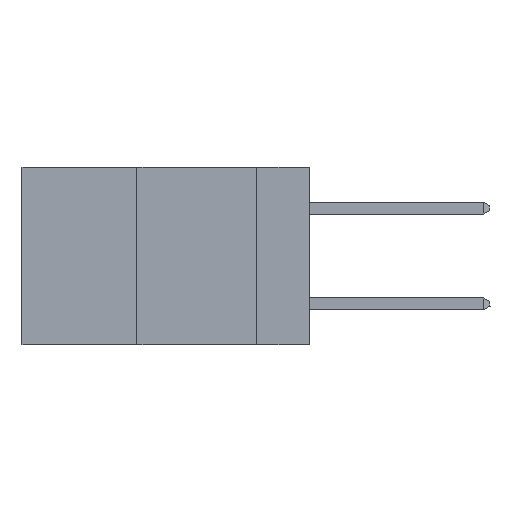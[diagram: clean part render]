
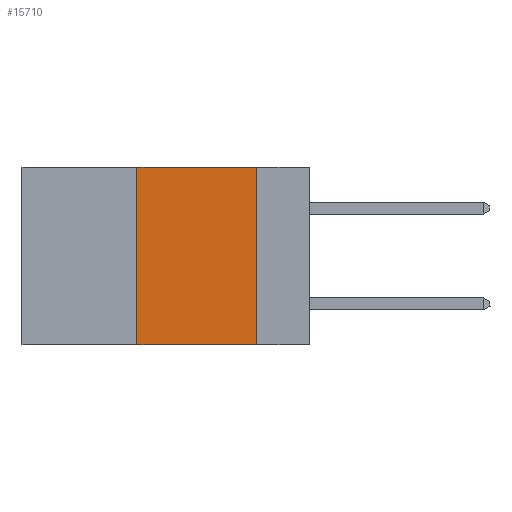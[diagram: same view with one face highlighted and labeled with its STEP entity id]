
A CAD part, left-side view. The second image highlights one B-rep face of the part: STEP entity #15710.
In plain terms, the highlighted planar face has unit normal (-1, 0, 0).
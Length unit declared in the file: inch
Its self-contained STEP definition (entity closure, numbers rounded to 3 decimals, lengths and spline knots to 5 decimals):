
#25 = VECTOR ( 'NONE', #10278, 39.37008 ) ;
#531 = LINE ( 'NONE', #11426, #4911 ) ;
#797 = ORIENTED_EDGE ( 'NONE', *, *, #6911, .F. ) ;
#1908 = DIRECTION ( 'NONE',  ( 0., 0., -1. ) ) ;
#4315 = CARTESIAN_POINT ( 'NONE',  ( 0., 0.36, -0.37 ) ) ;
#4911 = VECTOR ( 'NONE', #10265, 39.37008 ) ;
#5299 = DIRECTION ( 'NONE',  ( 0., 0., -1. ) ) ;
#6020 = VERTEX_POINT ( 'NONE', #26723 ) ;
#6865 = VERTEX_POINT ( 'NONE', #22678 ) ;
#6911 = EDGE_CURVE ( 'NONE', #30080, #6865, #16570, .T. ) ;
#6948 = CARTESIAN_POINT ( 'NONE',  ( 0., 0.11, 0. ) ) ;
#7933 = DIRECTION ( 'NONE',  ( 1., 0., 0. ) ) ;
#10265 = DIRECTION ( 'NONE',  ( 0., 0., 1. ) ) ;
#10278 = DIRECTION ( 'NONE',  ( 0., -1., 0. ) ) ;
#10514 = EDGE_CURVE ( 'NONE', #6020, #30080, #11643, .T. ) ;
#11426 = CARTESIAN_POINT ( 'NONE',  ( 0., 0.36, 0. ) ) ;
#11643 = LINE ( 'NONE', #27849, #23376 ) ;
#12581 = AXIS2_PLACEMENT_3D ( 'NONE', #15074, #7933, #5299 ) ;
#14686 = FACE_OUTER_BOUND ( 'NONE', #26965, .T. ) ;
#15074 = CARTESIAN_POINT ( 'NONE',  ( 0., 0.6, 0. ) ) ;
#15710 = ADVANCED_FACE ( 'NONE', ( #14686 ), #20049, .F. ) ;
#16570 = LINE ( 'NONE', #6948, #17365 ) ;
#17365 = VECTOR ( 'NONE', #1908, 39.37008 ) ;
#19113 = ORIENTED_EDGE ( 'NONE', *, *, #23277, .F. ) ;
#20049 = PLANE ( 'NONE',  #12581 ) ;
#21804 = VERTEX_POINT ( 'NONE', #4315 ) ;
#22678 = CARTESIAN_POINT ( 'NONE',  ( 0., 0.11, -0.37 ) ) ;
#23277 = EDGE_CURVE ( 'NONE', #21804, #6020, #531, .T. ) ;
#23376 = VECTOR ( 'NONE', #30384, 39.37008 ) ;
#25350 = CARTESIAN_POINT ( 'NONE',  ( 0., 0.6, -0.37 ) ) ;
#26490 = ORIENTED_EDGE ( 'NONE', *, *, #10514, .F. ) ;
#26723 = CARTESIAN_POINT ( 'NONE',  ( 0., 0.36, 0. ) ) ;
#26741 = LINE ( 'NONE', #25350, #25 ) ;
#26965 = EDGE_LOOP ( 'NONE', ( #797, #26490, #19113, #28463 ) ) ;
#27849 = CARTESIAN_POINT ( 'NONE',  ( 0., 0.6, 0. ) ) ;
#28239 = CARTESIAN_POINT ( 'NONE',  ( 0., 0.11, 0. ) ) ;
#28463 = ORIENTED_EDGE ( 'NONE', *, *, #32316, .T. ) ;
#30080 = VERTEX_POINT ( 'NONE', #28239 ) ;
#30384 = DIRECTION ( 'NONE',  ( 0., -1., 0. ) ) ;
#32316 = EDGE_CURVE ( 'NONE', #21804, #6865, #26741, .T. ) ;
